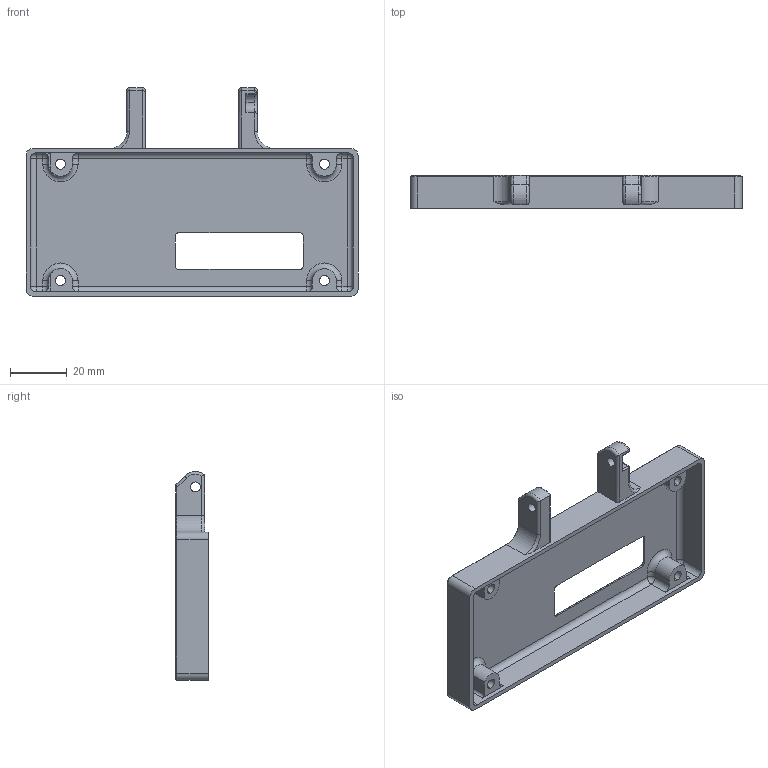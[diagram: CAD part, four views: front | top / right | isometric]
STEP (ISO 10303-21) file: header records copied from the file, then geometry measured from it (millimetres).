
FILE_DESCRIPTION (( 'STEP AP214' ), '1' );
FILE_NAME ('back.STEP', '2024-10-25T08:06:03', ( 'WYBOT' ), ( '' ), 'SwSTEP 2.0', 'SolidWorks 2018', '' );
FILE_SCHEMA (( 'AUTOMOTIVE_DESIGN' ));
Length unit declared in the file: millimetre
Products named in the file (1): back
Bounding box: 117 x 11.6 x 73.6 mm (x, y, z)
Volume: 15588.4 mm3; surface area: 20212.4 mm2
Topology: 1 solids, 1 shells, 239 faces, 599 edges, 350 vertices
Faces by surface type: plane 106, cylinder 85, cone 18, torus 12, sphere 12, bspline 6
Entity records: 7409 total; most frequent: CARTESIAN_POINT 1681, DIRECTION 1229, ORIENTED_EDGE 1172, EDGE_CURVE 586, AXIS2_PLACEMENT_3D 444, VERTEX_POINT 350, VECTOR 341, LINE 341
